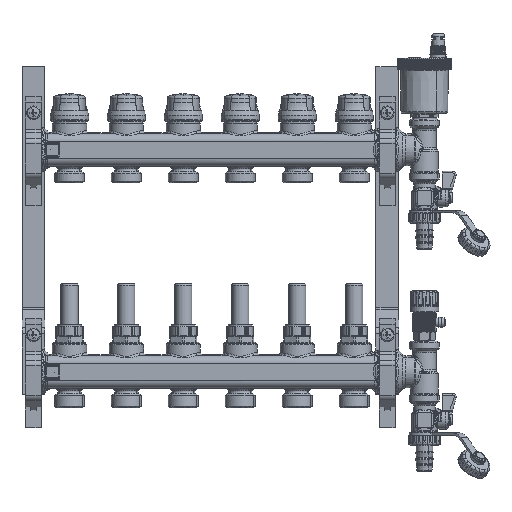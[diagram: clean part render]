
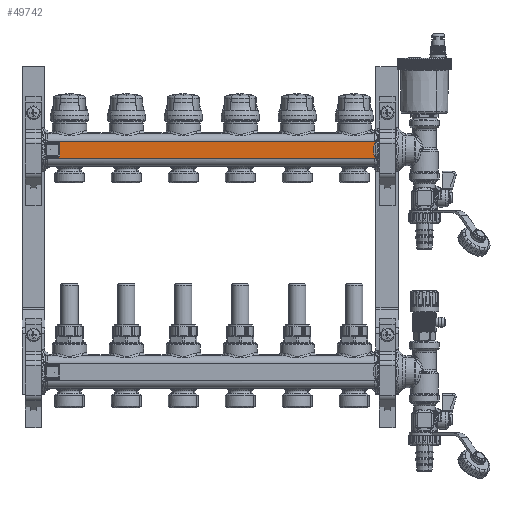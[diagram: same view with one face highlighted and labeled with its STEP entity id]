
A CAD part, front view. The second image highlights one B-rep face of the part: STEP entity #49742.
In plain terms, the highlighted planar face has unit normal (0, 1, 0).
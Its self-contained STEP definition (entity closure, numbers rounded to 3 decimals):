
#37162=CARTESIAN_POINT('Vertex',(168.,-17.5,5.89)) ;
#37244=CARTESIAN_POINT('Vertex',(168.,-17.5,-5.89)) ;
#37248=CARTESIAN_POINT('Control Point',(168.,-17.5,5.89)) ;
#37249=CARTESIAN_POINT('Control Point',(167.791,-17.5,5.413)) ;
#37250=CARTESIAN_POINT('Control Point',(167.472,-17.5,4.442)) ;
#37251=CARTESIAN_POINT('Control Point',(167.115,-17.5,2.465)) ;
#37252=CARTESIAN_POINT('Control Point',(166.977,-17.5,0.)) ;
#37253=CARTESIAN_POINT('Control Point',(167.115,-17.5,-2.466)) ;
#37254=CARTESIAN_POINT('Control Point',(167.472,-17.5,-4.443)) ;
#37255=CARTESIAN_POINT('Control Point',(167.791,-17.5,-5.413)) ;
#37256=CARTESIAN_POINT('Control Point',(168.,-17.5,-5.89)) ;
#38843=CARTESIAN_POINT('Vertex',(168.,-17.5,-7.405)) ;
#38908=CARTESIAN_POINT('Vertex',(168.,-17.5,7.405)) ;
#38911=CARTESIAN_POINT('Line Origine',(168.,-17.5,0.)) ;
#38927=CARTESIAN_POINT('Line Origine',(168.,-17.5,0.)) ;
#43103=CARTESIAN_POINT('Vertex',(-119.62,-17.5,-7.405)) ;
#43106=CARTESIAN_POINT('Line Origine',(19.5,-17.5,-7.405)) ;
#45271=CARTESIAN_POINT('Vertex',(-119.62,-17.5,7.405)) ;
#49114=CARTESIAN_POINT('Vertex',(-120.488,-17.5,6.366)) ;
#49119=CARTESIAN_POINT('Line Origine',(23.686,-17.5,6.366)) ;
#49123=CARTESIAN_POINT('Vertex',(-109.5,-17.5,6.366)) ;
#49151=CARTESIAN_POINT('Control Point',(-108.634,-17.5,5.5)) ;
#49152=CARTESIAN_POINT('Control Point',(-108.634,-17.5,5.84)) ;
#49153=CARTESIAN_POINT('Control Point',(-108.815,-17.5,6.185)) ;
#49154=CARTESIAN_POINT('Control Point',(-109.16,-17.5,6.366)) ;
#49155=CARTESIAN_POINT('Control Point',(-109.5,-17.5,6.366)) ;
#49156=CARTESIAN_POINT('Vertex',(-108.634,-17.5,5.5)) ;
#49183=CARTESIAN_POINT('Line Origine',(-108.634,-17.5,0.)) ;
#49187=CARTESIAN_POINT('Vertex',(-108.634,-17.5,-5.5)) ;
#49215=CARTESIAN_POINT('Control Point',(-109.5,-17.5,-6.366)) ;
#49216=CARTESIAN_POINT('Control Point',(-109.16,-17.5,-6.366)) ;
#49217=CARTESIAN_POINT('Control Point',(-108.815,-17.5,-6.185)) ;
#49218=CARTESIAN_POINT('Control Point',(-108.634,-17.5,-5.84)) ;
#49219=CARTESIAN_POINT('Control Point',(-108.634,-17.5,-5.5)) ;
#49220=CARTESIAN_POINT('Vertex',(-109.5,-17.5,-6.366)) ;
#49247=CARTESIAN_POINT('Line Origine',(23.686,-17.5,-6.366)) ;
#49251=CARTESIAN_POINT('Vertex',(-120.488,-17.5,-6.366)) ;
#49501=CARTESIAN_POINT('Control Point',(-119.62,-17.5,7.405)) ;
#49502=CARTESIAN_POINT('Control Point',(-119.79,-17.5,7.212)) ;
#49503=CARTESIAN_POINT('Control Point',(-120.091,-17.5,6.861)) ;
#49504=CARTESIAN_POINT('Control Point',(-120.367,-17.5,6.52)) ;
#49505=CARTESIAN_POINT('Control Point',(-120.488,-17.5,6.366)) ;
#49582=CARTESIAN_POINT('Control Point',(-120.488,-17.5,-6.366)) ;
#49583=CARTESIAN_POINT('Control Point',(-120.367,-17.5,-6.52)) ;
#49584=CARTESIAN_POINT('Control Point',(-120.091,-17.5,-6.861)) ;
#49585=CARTESIAN_POINT('Control Point',(-119.79,-17.5,-7.212)) ;
#49586=CARTESIAN_POINT('Control Point',(-119.62,-17.5,-7.405)) ;
#49718=CARTESIAN_POINT('Axis2P3D Location',(-100.,-17.5,13.457)) ;
#49723=CARTESIAN_POINT('Line Origine',(24.19,-17.5,7.405)) ;
#38912=DIRECTION('Vector Direction',(0.,0.,1.)) ;
#38928=DIRECTION('Vector Direction',(0.,0.,1.)) ;
#43107=DIRECTION('Vector Direction',(-1.,0.,0.)) ;
#49120=DIRECTION('Vector Direction',(-1.,0.,0.)) ;
#49184=DIRECTION('Vector Direction',(0.,0.,1.)) ;
#49248=DIRECTION('Vector Direction',(1.,0.,0.)) ;
#49719=DIRECTION('Axis2P3D Direction',(0.,1.,0.)) ;
#49720=DIRECTION('Axis2P3D XDirection',(0.,0.,-1.)) ;
#49724=DIRECTION('Vector Direction',(-1.,0.,0.)) ;
#49721=AXIS2_PLACEMENT_3D('Plane Axis2P3D',#49718,#49719,#49720) ;
#49729=ORIENTED_EDGE('',*,*,#49506,.F.) ;
#49730=ORIENTED_EDGE('',*,*,#49727,.F.) ;
#49731=ORIENTED_EDGE('',*,*,#38915,.F.) ;
#49732=ORIENTED_EDGE('',*,*,#37257,.T.) ;
#49733=ORIENTED_EDGE('',*,*,#38931,.F.) ;
#49734=ORIENTED_EDGE('',*,*,#43110,.F.) ;
#49735=ORIENTED_EDGE('',*,*,#49587,.F.) ;
#49736=ORIENTED_EDGE('',*,*,#49253,.T.) ;
#49737=ORIENTED_EDGE('',*,*,#49222,.T.) ;
#49738=ORIENTED_EDGE('',*,*,#49189,.T.) ;
#49739=ORIENTED_EDGE('',*,*,#49158,.T.) ;
#49740=ORIENTED_EDGE('',*,*,#49125,.T.) ;
#38913=VECTOR('Line Direction',#38912,1.) ;
#38929=VECTOR('Line Direction',#38928,1.) ;
#43108=VECTOR('Line Direction',#43107,1.) ;
#49121=VECTOR('Line Direction',#49120,1.) ;
#49185=VECTOR('Line Direction',#49184,1.) ;
#49249=VECTOR('Line Direction',#49248,1.) ;
#49725=VECTOR('Line Direction',#49724,1.) ;
#49742=ADVANCED_FACE('Sheet.12',(#49741),#49722,.T.) ;
#49150=B_SPLINE_CURVE_WITH_KNOTS('',4,(#49151,#49152,#49153,#49154,#49155),.UNSPECIFIED.,.F.,.U.,(5,5),(0.,1.36),.UNSPECIFIED.) ;
#49214=B_SPLINE_CURVE_WITH_KNOTS('',4,(#49215,#49216,#49217,#49218,#49219),.UNSPECIFIED.,.F.,.U.,(5,5),(0.,1.36),.UNSPECIFIED.) ;
#37257=EDGE_CURVE('',#37163,#37245,#37247,.T.) ;
#38915=EDGE_CURVE('',#37163,#38909,#38914,.T.) ;
#38931=EDGE_CURVE('',#38844,#37245,#38930,.T.) ;
#43110=EDGE_CURVE('',#43104,#38844,#43109,.F.) ;
#49125=EDGE_CURVE('',#49124,#49115,#49122,.T.) ;
#49158=EDGE_CURVE('',#49157,#49124,#49150,.T.) ;
#49189=EDGE_CURVE('',#49188,#49157,#49186,.T.) ;
#49222=EDGE_CURVE('',#49221,#49188,#49214,.T.) ;
#49253=EDGE_CURVE('',#49252,#49221,#49250,.T.) ;
#49506=EDGE_CURVE('',#45272,#49115,#49500,.T.) ;
#49587=EDGE_CURVE('',#49252,#43104,#49581,.T.) ;
#49727=EDGE_CURVE('',#38909,#45272,#49726,.T.) ;
#49728=EDGE_LOOP('',(#49729,#49730,#49731,#49732,#49733,#49734,#49735,#49736,#49737,#49738,#49739,#49740)) ;
#49741=FACE_OUTER_BOUND('',#49728,.T.) ;
#38914=LINE('Line',#38911,#38913) ;
#38930=LINE('Line',#38927,#38929) ;
#43109=LINE('Line',#43106,#43108) ;
#49122=LINE('Line',#49119,#49121) ;
#49186=LINE('Line',#49183,#49185) ;
#49250=LINE('Line',#49247,#49249) ;
#49726=LINE('Line',#49723,#49725) ;
#49722=PLANE('',#49721) ;
#37163=VERTEX_POINT('',#37162) ;
#37245=VERTEX_POINT('',#37244) ;
#38844=VERTEX_POINT('',#38843) ;
#38909=VERTEX_POINT('',#38908) ;
#43104=VERTEX_POINT('',#43103) ;
#45272=VERTEX_POINT('',#45271) ;
#49115=VERTEX_POINT('',#49114) ;
#49124=VERTEX_POINT('',#49123) ;
#49157=VERTEX_POINT('',#49156) ;
#49188=VERTEX_POINT('',#49187) ;
#49221=VERTEX_POINT('',#49220) ;
#49252=VERTEX_POINT('',#49251) ;
#37247=(BOUNDED_CURVE()B_SPLINE_CURVE(3,(#37248,#37249,#37250,#37251,#37252,#37253,#37254,#37255,#37256),.UNSPECIFIED.,.F.,.U.)B_SPLINE_CURVE_WITH_KNOTS((4,1,1,1,1,1,4),(25.575,27.536,29.498,33.421,37.344,39.305,41.267),.UNSPECIFIED.)CURVE()GEOMETRIC_REPRESENTATION_ITEM()RATIONAL_B_SPLINE_CURVE((1.,1.,1.,1.,1.,1.,1.,1.,1.))REPRESENTATION_ITEM('')) ;
#49500=(BOUNDED_CURVE()B_SPLINE_CURVE(3,(#49501,#49502,#49503,#49504,#49505),.UNSPECIFIED.,.F.,.U.)B_SPLINE_CURVE_WITH_KNOTS((4,1,4),(24.442,28.008,31.038),.UNSPECIFIED.)CURVE()GEOMETRIC_REPRESENTATION_ITEM()RATIONAL_B_SPLINE_CURVE((1.,1.,1.,1.,1.))REPRESENTATION_ITEM('')) ;
#49581=(BOUNDED_CURVE()B_SPLINE_CURVE(3,(#49582,#49583,#49584,#49585,#49586),.UNSPECIFIED.,.F.,.U.)B_SPLINE_CURVE_WITH_KNOTS((4,1,4),(126.579,129.607,133.171),.UNSPECIFIED.)CURVE()GEOMETRIC_REPRESENTATION_ITEM()RATIONAL_B_SPLINE_CURVE((1.,1.,1.,1.,1.))REPRESENTATION_ITEM('')) ;
